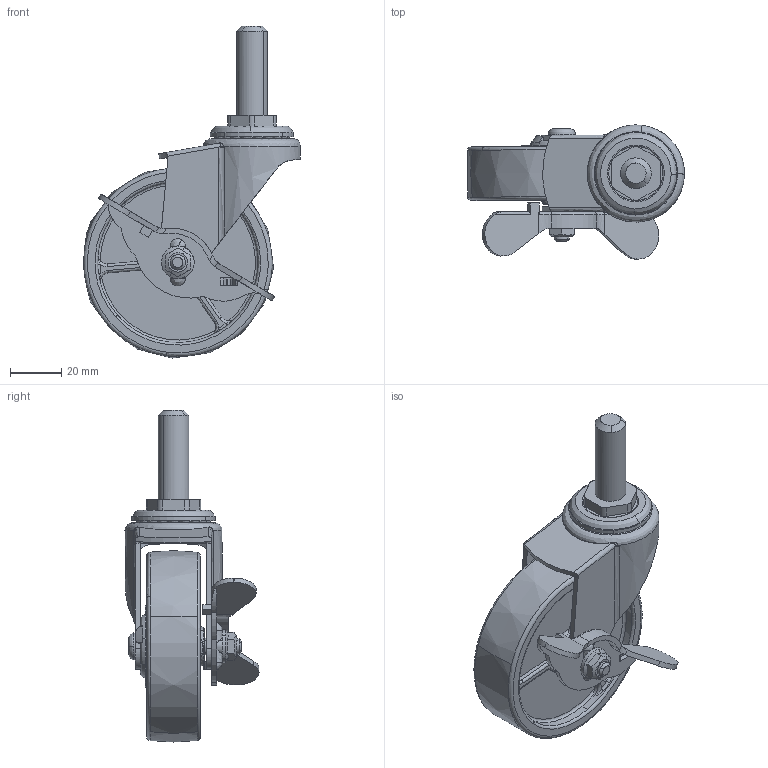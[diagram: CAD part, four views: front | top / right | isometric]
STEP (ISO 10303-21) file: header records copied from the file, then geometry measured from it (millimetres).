
FILE_DESCRIPTION((''),'2;1');
FILE_NAME('','2006-01-19T13:50:49',(''),(''),'','CADfix','');
FILE_SCHEMA(('AUTOMOTIVE_DESIGN'));
Length unit declared in the file: millimetre
Products named in the file (7): wheel; mounting plate; main shaft; lever; body; axle; No_415_EA_N75_3_1833_36
Assembly tree (6 placements, depth 2):
  No_415_EA_N75_3_1833_36
    wheel
    mounting plate
    main shaft
    lever
    body
    axle
Bounding box: 84.87 x 52.44 x 129.93 mm (x, y, z)
Volume: 91987.1 mm3; surface area: 40158 mm2
Topology: 6 solids, 6 shells, 479 faces, 1583 edges, 1131 vertices
Faces by surface type: bspline 479
Entity records: 30463 total; most frequent: CARTESIAN_POINT 21048, ORIENTED_EDGE 3140, EDGE_CURVE 1570, VERTEX_POINT 1130, B_SPLINE_CURVE_WITH_KNOTS 1064, EDGE_LOOP 596, QUASI_UNIFORM_CURVE 496, FACE_OUTER_BOUND 477
